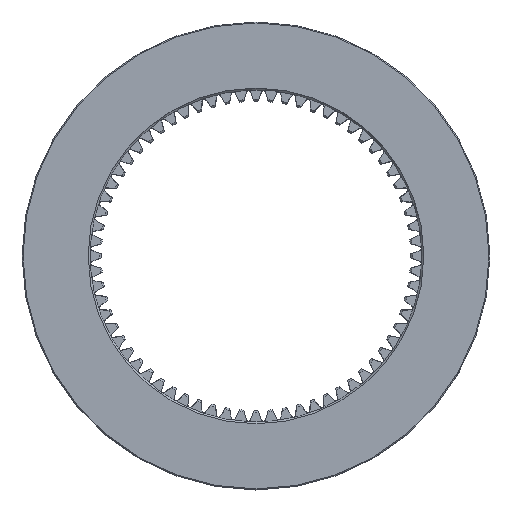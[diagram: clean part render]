
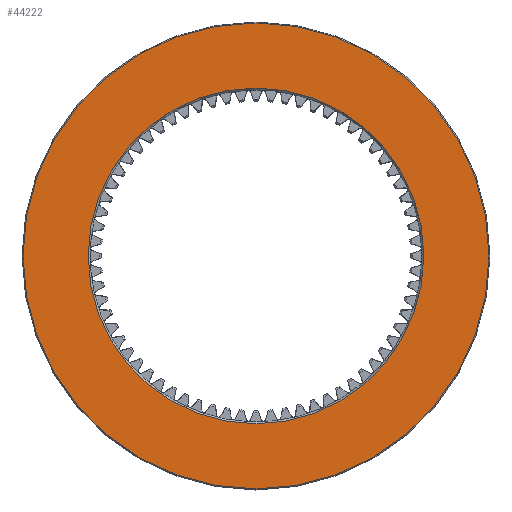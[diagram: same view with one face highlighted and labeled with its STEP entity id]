
A CAD part, top view. The second image highlights one B-rep face of the part: STEP entity #44222.
In plain terms, the highlighted planar face has unit normal (0, 0, 1).
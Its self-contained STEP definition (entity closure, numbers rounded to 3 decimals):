
#1116 = FACE_OUTER_BOUND ( 'NONE', #43170, .T. ) ;
#2326 = CARTESIAN_POINT ( 'NONE',  ( 0., 0., 30.5 ) ) ;
#4301 = EDGE_CURVE ( 'NONE', #13128, #13128, #21804, .T. ) ;
#4465 = CARTESIAN_POINT ( 'NONE',  ( 0., 0., 30.5 ) ) ;
#5144 = EDGE_LOOP ( 'NONE', ( #15378 ) ) ;
#8546 = EDGE_CURVE ( 'NONE', #35053, #35053, #25601, .T. ) ;
#12331 = ORIENTED_EDGE ( 'NONE', *, *, #4301, .T. ) ;
#13128 = VERTEX_POINT ( 'NONE', #33724 ) ;
#13542 = DIRECTION ( 'NONE',  ( 1., 0., 0. ) ) ;
#15378 = ORIENTED_EDGE ( 'NONE', *, *, #8546, .F. ) ;
#17251 = AXIS2_PLACEMENT_3D ( 'NONE', #4465, #35820, #28923 ) ;
#19646 = CARTESIAN_POINT ( 'NONE',  ( 179., 0., 30.5 ) ) ;
#19876 = AXIS2_PLACEMENT_3D ( 'NONE', #41699, #20747, #13542 ) ;
#20203 = DIRECTION ( 'NONE',  ( 0., 0., 1. ) ) ;
#20747 = DIRECTION ( 'NONE',  ( 0., 0., 1. ) ) ;
#21804 = CIRCLE ( 'NONE', #19876, 248.5 ) ;
#23580 = PLANE ( 'NONE',  #31482 ) ;
#25601 = CIRCLE ( 'NONE', #17251, 179. ) ;
#28923 = DIRECTION ( 'NONE',  ( 1., 0., 0. ) ) ;
#31482 = AXIS2_PLACEMENT_3D ( 'NONE', #2326, #20203, #40846 ) ;
#33724 = CARTESIAN_POINT ( 'NONE',  ( 248.5, 0., 30.5 ) ) ;
#35053 = VERTEX_POINT ( 'NONE', #19646 ) ;
#35820 = DIRECTION ( 'NONE',  ( 0., 0., 1. ) ) ;
#40846 = DIRECTION ( 'NONE',  ( 1., 0., 0. ) ) ;
#41699 = CARTESIAN_POINT ( 'NONE',  ( 0., 0., 30.5 ) ) ;
#42706 = FACE_BOUND ( 'NONE', #5144, .T. ) ;
#43170 = EDGE_LOOP ( 'NONE', ( #12331 ) ) ;
#44222 = ADVANCED_FACE ( 'NONE', ( #1116, #42706 ), #23580, .T. ) ;
